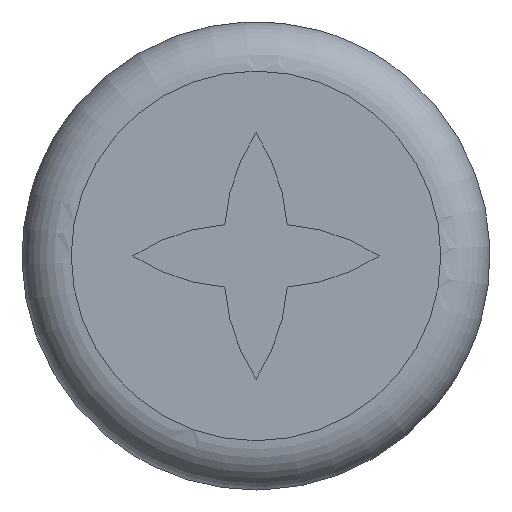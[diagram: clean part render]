
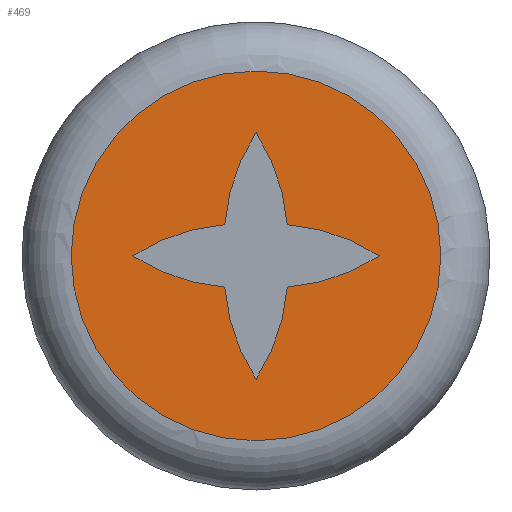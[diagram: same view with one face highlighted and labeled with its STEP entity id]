
A CAD part, front view. The second image highlights one B-rep face of the part: STEP entity #469.
In plain terms, the highlighted planar face has unit normal (0, -1, 0).
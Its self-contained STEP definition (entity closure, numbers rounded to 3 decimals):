
#15=FACE_BOUND('',#77,.T.);
#49=FACE_OUTER_BOUND('',#76,.T.);
#76=EDGE_LOOP('',(#375));
#77=EDGE_LOOP('',(#376,#377,#378,#379,#380,#381,#382,#383));
#156=CIRCLE('',#522,3.912);
#158=CIRCLE('',#525,3.912);
#160=CIRCLE('',#528,3.912);
#162=CIRCLE('',#531,3.912);
#164=CIRCLE('',#534,3.912);
#166=CIRCLE('',#537,3.912);
#168=CIRCLE('',#540,3.912);
#170=CIRCLE('',#543,3.912);
#172=CIRCLE('',#547,3.75);
#195=VERTEX_POINT('',#772);
#196=VERTEX_POINT('',#773);
#199=VERTEX_POINT('',#781);
#201=VERTEX_POINT('',#787);
#203=VERTEX_POINT('',#793);
#205=VERTEX_POINT('',#799);
#207=VERTEX_POINT('',#805);
#209=VERTEX_POINT('',#811);
#211=VERTEX_POINT('',#821);
#248=EDGE_CURVE('',#195,#196,#156,.T.);
#252=EDGE_CURVE('',#199,#195,#158,.T.);
#255=EDGE_CURVE('',#201,#199,#160,.T.);
#258=EDGE_CURVE('',#203,#201,#162,.T.);
#261=EDGE_CURVE('',#205,#203,#164,.T.);
#264=EDGE_CURVE('',#207,#205,#166,.T.);
#267=EDGE_CURVE('',#209,#207,#168,.T.);
#270=EDGE_CURVE('',#196,#209,#170,.T.);
#272=EDGE_CURVE('',#211,#211,#172,.T.);
#375=ORIENTED_EDGE('',*,*,#272,.F.);
#376=ORIENTED_EDGE('',*,*,#248,.T.);
#377=ORIENTED_EDGE('',*,*,#270,.T.);
#378=ORIENTED_EDGE('',*,*,#267,.T.);
#379=ORIENTED_EDGE('',*,*,#264,.T.);
#380=ORIENTED_EDGE('',*,*,#261,.T.);
#381=ORIENTED_EDGE('',*,*,#258,.T.);
#382=ORIENTED_EDGE('',*,*,#255,.T.);
#383=ORIENTED_EDGE('',*,*,#252,.T.);
#415=PLANE('',#546);
#469=ADVANCED_FACE('',(#49,#15),#415,.F.);
#522=AXIS2_PLACEMENT_3D('',#774,#633,#634);
#525=AXIS2_PLACEMENT_3D('',#782,#641,#642);
#528=AXIS2_PLACEMENT_3D('',#788,#648,#649);
#531=AXIS2_PLACEMENT_3D('',#794,#655,#656);
#534=AXIS2_PLACEMENT_3D('',#800,#662,#663);
#537=AXIS2_PLACEMENT_3D('',#806,#669,#670);
#540=AXIS2_PLACEMENT_3D('',#812,#676,#677);
#543=AXIS2_PLACEMENT_3D('',#817,#683,#684);
#546=AXIS2_PLACEMENT_3D('',#820,#689,#690);
#547=AXIS2_PLACEMENT_3D('',#822,#691,#692);
#633=DIRECTION('center_axis',(0.,1.,0.));
#634=DIRECTION('ref_axis',(0.549,0.,0.836));
#641=DIRECTION('center_axis',(0.,1.,0.));
#642=DIRECTION('ref_axis',(0.996,0.,-0.09));
#648=DIRECTION('center_axis',(0.,1.,0.));
#649=DIRECTION('ref_axis',(-0.836,0.,0.549));
#655=DIRECTION('center_axis',(0.,1.,0.));
#656=DIRECTION('ref_axis',(0.09,0.,0.996));
#662=DIRECTION('center_axis',(0.,1.,0.));
#663=DIRECTION('ref_axis',(-0.549,0.,-0.836));
#669=DIRECTION('center_axis',(0.,1.,0.));
#670=DIRECTION('ref_axis',(-0.996,0.,0.09));
#676=DIRECTION('center_axis',(0.,1.,0.));
#677=DIRECTION('ref_axis',(0.836,0.,-0.549));
#683=DIRECTION('center_axis',(0.,1.,0.));
#684=DIRECTION('ref_axis',(-0.09,0.,-0.996));
#689=DIRECTION('center_axis',(0.,1.,0.));
#690=DIRECTION('ref_axis',(0.,0.,1.));
#691=DIRECTION('center_axis',(0.,1.,0.));
#692=DIRECTION('ref_axis',(1.,0.,0.));
#772=CARTESIAN_POINT('',(0.633,0.,0.633));
#773=CARTESIAN_POINT('',(2.5,0.,0.));
#774=CARTESIAN_POINT('Origin',(0.351,0.,-3.27));
#781=CARTESIAN_POINT('',(0.,0.,2.5));
#782=CARTESIAN_POINT('Origin',(-3.27,0.,0.351));
#787=CARTESIAN_POINT('',(-0.633,0.,0.633));
#788=CARTESIAN_POINT('Origin',(3.27,0.,0.351));
#793=CARTESIAN_POINT('',(-2.5,0.,0.));
#794=CARTESIAN_POINT('Origin',(-0.351,0.,-3.27));
#799=CARTESIAN_POINT('',(-0.633,0.,-0.633));
#800=CARTESIAN_POINT('Origin',(-0.351,0.,3.27));
#805=CARTESIAN_POINT('',(0.,0.,-2.5));
#806=CARTESIAN_POINT('Origin',(3.27,0.,-0.351));
#811=CARTESIAN_POINT('',(0.633,0.,-0.633));
#812=CARTESIAN_POINT('Origin',(-3.27,0.,-0.351));
#817=CARTESIAN_POINT('Origin',(0.351,0.,3.27));
#820=CARTESIAN_POINT('Origin',(0.,0.,0.));
#821=CARTESIAN_POINT('',(0.,0.,-3.75));
#822=CARTESIAN_POINT('Origin',(0.,0.,0.));
